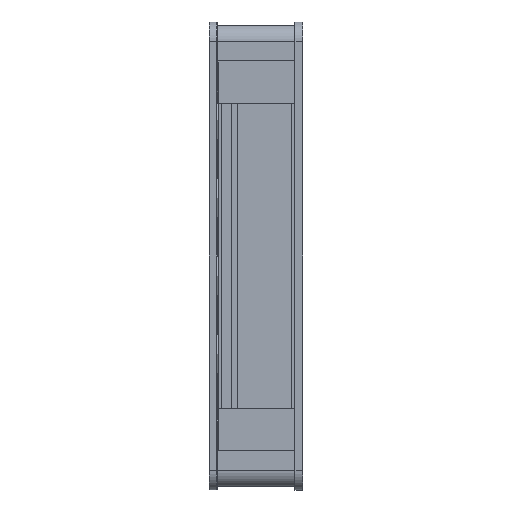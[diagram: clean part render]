
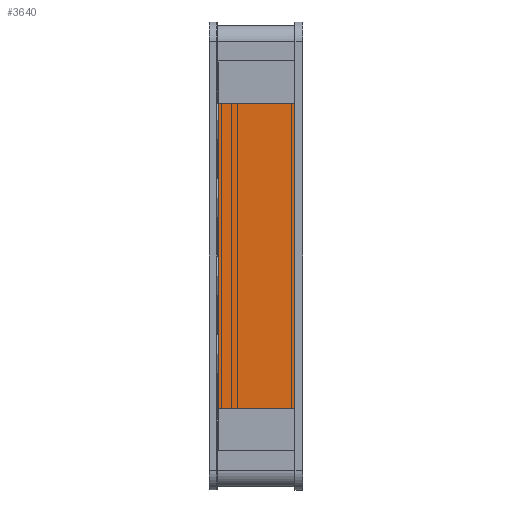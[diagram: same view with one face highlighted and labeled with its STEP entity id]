
A CAD part, left-side view. The second image highlights one B-rep face of the part: STEP entity #3640.
In plain terms, the highlighted face is planar.
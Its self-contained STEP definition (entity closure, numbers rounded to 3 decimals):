
#3295 = EDGE_CURVE ( 'NONE', #33759, #34141, #38413, .T. ) ;
#3297 = EDGE_CURVE ( 'NONE', #34133, #33737, #38416, .T. ) ;
#3298 = EDGE_CURVE ( 'NONE', #33737, #33759, #38420, .T. ) ;
#3303 = EDGE_CURVE ( 'NONE', #34141, #34133, #38428, .T. ) ;
#3640 = ADVANCED_FACE ( 'NONE', ( #38546 ), #27938, .F. ) ;
#8799 = ORIENTED_EDGE ( 'NONE', *, *, #3303, .T. ) ;
#16522 = CARTESIAN_POINT ( 'NONE',  ( 250., 0., 2. ) ) ;
#16530 = CARTESIAN_POINT ( 'NONE',  ( 250., 49., 2. ) ) ;
#16663 = CARTESIAN_POINT ( 'NONE',  ( 0., 0., 2. ) ) ;
#16667 = CARTESIAN_POINT ( 'NONE',  ( 0., 49., 2. ) ) ;
#18253 = ORIENTED_EDGE ( 'NONE', *, *, #3295, .T. ) ;
#18570 = ORIENTED_EDGE ( 'NONE', *, *, #3298, .T. ) ;
#18727 = ORIENTED_EDGE ( 'NONE', *, *, #3297, .T. ) ;
#27675 = DIRECTION ( 'NONE',  ( -1., 0., 0. ) ) ;
#27676 = CARTESIAN_POINT ( 'NONE',  ( 0., 0., 2. ) ) ;
#27678 = CARTESIAN_POINT ( 'NONE',  ( 0., 49., 2. ) ) ;
#27685 = DIRECTION ( 'NONE',  ( 1., 0., 0. ) ) ;
#27686 = CARTESIAN_POINT ( 'NONE',  ( 250., 0., 2. ) ) ;
#27687 = DIRECTION ( 'NONE',  ( 0., 1., 0. ) ) ;
#27689 = CARTESIAN_POINT ( 'NONE',  ( 0., 0., 2. ) ) ;
#27697 = DIRECTION ( 'NONE',  ( 0., -1., 0. ) ) ;
#27934 = CARTESIAN_POINT ( 'NONE',  ( 0., 49., 2. ) ) ;
#27938 = PLANE ( 'NONE',  #37562 ) ;
#27940 = DIRECTION ( 'NONE',  ( 0., 0., -1. ) ) ;
#27941 = DIRECTION ( 'NONE',  ( -1., 0., 0. ) ) ;
#33737 = VERTEX_POINT ( 'NONE', #16522 ) ;
#33759 = VERTEX_POINT ( 'NONE', #16530 ) ;
#34133 = VERTEX_POINT ( 'NONE', #16663 ) ;
#34141 = VERTEX_POINT ( 'NONE', #16667 ) ;
#34417 = EDGE_LOOP ( 'NONE', ( #8799, #18727, #18570, #18253 ) ) ;
#37562 = AXIS2_PLACEMENT_3D ( 'NONE', #27934, #27940, #27941 ) ;
#38413 = LINE ( 'NONE', #27678, #38417 ) ;
#38416 = LINE ( 'NONE', #27676, #38421 ) ;
#38417 = VECTOR ( 'NONE', #27675, 1000. ) ;
#38420 = LINE ( 'NONE', #27686, #38423 ) ;
#38421 = VECTOR ( 'NONE', #27685, 1000. ) ;
#38423 = VECTOR ( 'NONE', #27687, 1000. ) ;
#38428 = LINE ( 'NONE', #27689, #38433 ) ;
#38433 = VECTOR ( 'NONE', #27697, 1000. ) ;
#38546 = FACE_OUTER_BOUND ( 'NONE', #34417, .T. ) ;
